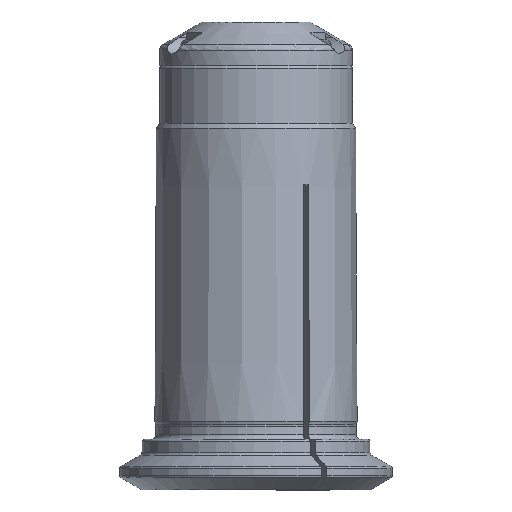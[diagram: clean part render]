
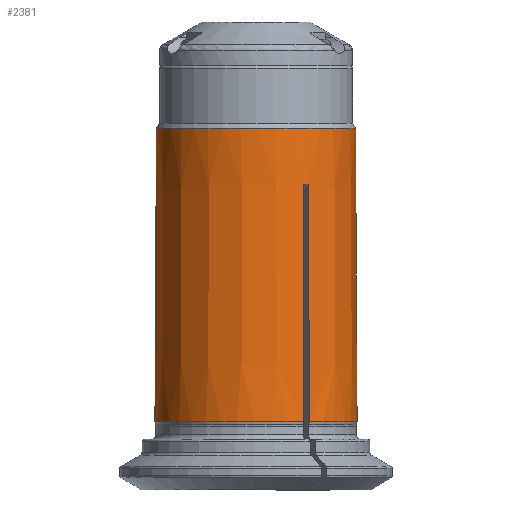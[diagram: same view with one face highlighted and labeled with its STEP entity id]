
A CAD part, front view. The second image highlights one B-rep face of the part: STEP entity #2381.
In plain terms, the highlighted conical face has half-angle 0.287 degrees and reference radius 15.966 mm.
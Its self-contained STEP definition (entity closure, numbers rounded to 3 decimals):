
#27=ELLIPSE('',#2556,20.685,15.845);
#28=ELLIPSE('',#2560,20.685,15.845);
#29=ELLIPSE('',#2564,20.685,15.845);
#65=LINE('',#3403,#140);
#75=LINE('',#3474,#150);
#85=LINE('',#3533,#160);
#114=LINE('',#3746,#189);
#119=LINE('',#3781,#194);
#126=LINE('',#3818,#201);
#140=VECTOR('',#2739,1000.);
#150=VECTOR('',#2761,1000.);
#160=VECTOR('',#2783,1000.);
#189=VECTOR('',#2966,1000.);
#194=VECTOR('',#2979,1000.);
#201=VECTOR('',#2996,1000.);
#741=ORIENTED_EDGE('',*,*,#1084,.F.);
#742=ORIENTED_EDGE('',*,*,#1085,.T.);
#743=ORIENTED_EDGE('',*,*,#929,.T.);
#744=ORIENTED_EDGE('',*,*,#1063,.F.);
#745=ORIENTED_EDGE('',*,*,#1071,.F.);
#746=ORIENTED_EDGE('',*,*,#1086,.T.);
#747=ORIENTED_EDGE('',*,*,#971,.F.);
#748=ORIENTED_EDGE('',*,*,#1055,.F.);
#749=ORIENTED_EDGE('',*,*,#1060,.T.);
#750=ORIENTED_EDGE('',*,*,#1087,.T.);
#751=ORIENTED_EDGE('',*,*,#951,.T.);
#752=ORIENTED_EDGE('',*,*,#1074,.F.);
#753=ORIENTED_EDGE('',*,*,#1088,.F.);
#929=EDGE_CURVE('',#1163,#1162,#65,.T.);
#951=EDGE_CURVE('',#1185,#1184,#75,.T.);
#971=EDGE_CURVE('',#1202,#1203,#85,.T.);
#1055=EDGE_CURVE('',#1261,#1202,#27,.T.);
#1060=EDGE_CURVE('',#1261,#1263,#114,.T.);
#1063=EDGE_CURVE('',#1264,#1162,#28,.T.);
#1071=EDGE_CURVE('',#1268,#1264,#119,.T.);
#1074=EDGE_CURVE('',#1269,#1184,#29,.T.);
#1084=EDGE_CURVE('',#1276,#1269,#126,.T.);
#1085=EDGE_CURVE('',#1276,#1163,#1361,.T.);
#1086=EDGE_CURVE('',#1268,#1203,#1362,.T.);
#1087=EDGE_CURVE('',#1263,#1185,#1363,.T.);
#1088=EDGE_CURVE('',#1277,#1277,#1364,.T.);
#1162=VERTEX_POINT('',#3402);
#1163=VERTEX_POINT('',#3404);
#1184=VERTEX_POINT('',#3473);
#1185=VERTEX_POINT('',#3475);
#1202=VERTEX_POINT('',#3532);
#1203=VERTEX_POINT('',#3534);
#1261=VERTEX_POINT('',#3734);
#1263=VERTEX_POINT('',#3745);
#1264=VERTEX_POINT('',#3751);
#1268=VERTEX_POINT('',#3780);
#1269=VERTEX_POINT('',#3786);
#1276=VERTEX_POINT('',#3817);
#1277=VERTEX_POINT('',#3825);
#1361=CIRCLE('',#2569,15.966);
#1362=CIRCLE('',#2570,15.966);
#1363=CIRCLE('',#2571,15.966);
#1364=CIRCLE('',#2572,15.735);
#1469=EDGE_LOOP('',(#741,#742,#743,#744,#745,#746,#747,#748,#749,#750,#751,
#752));
#1470=EDGE_LOOP('',(#753));
#1593=FACE_BOUND('',#1469,.T.);
#1594=FACE_BOUND('',#1470,.T.);
#1639=CONICAL_SURFACE('',#2568,15.966,0.005);
#2381=ADVANCED_FACE('',(#1593,#1594),#1639,.T.);
#2556=AXIS2_PLACEMENT_3D('',#3735,#2959,#2960);
#2560=AXIS2_PLACEMENT_3D('',#3752,#2973,#2974);
#2564=AXIS2_PLACEMENT_3D('',#3787,#2986,#2987);
#2568=AXIS2_PLACEMENT_3D('',#3820,#2999,#3000);
#2569=AXIS2_PLACEMENT_3D('',#3821,#3001,#3002);
#2570=AXIS2_PLACEMENT_3D('',#3822,#3003,#3004);
#2571=AXIS2_PLACEMENT_3D('',#3823,#3005,#3006);
#2572=AXIS2_PLACEMENT_3D('',#3824,#3007,#3008);
#2739=DIRECTION('',(-0.003,-0.004,1.));
#2761=DIRECTION('',(-0.003,0.004,1.));
#2783=DIRECTION('',(-0.005,0.,-1.));
#2959=DIRECTION('',(-0.643,0.,-0.766));
#2960=DIRECTION('',(0.766,0.,-0.643));
#2966=DIRECTION('',(-0.005,0.,-1.));
#2973=DIRECTION('',(0.321,0.557,-0.766));
#2974=DIRECTION('',(-0.383,-0.663,-0.643));
#2979=DIRECTION('',(-0.003,-0.004,1.));
#2986=DIRECTION('',(0.321,-0.557,-0.766));
#2987=DIRECTION('',(-0.383,0.663,-0.643));
#2996=DIRECTION('',(-0.003,0.004,1.));
#2999=DIRECTION('',(0.,0.,-1.));
#3000=DIRECTION('',(-1.,0.,0.));
#3001=DIRECTION('',(0.,0.,1.));
#3002=DIRECTION('',(1.,0.,0.));
#3003=DIRECTION('',(0.,0.,1.));
#3004=DIRECTION('',(1.,0.,0.));
#3005=DIRECTION('',(0.,0.,1.));
#3006=DIRECTION('',(1.,0.,0.));
#3007=DIRECTION('',(0.,0.,1.));
#3008=DIRECTION('',(1.,0.,0.));
#3402=CARTESIAN_POINT('',(8.318,13.408,48.233));
#3403=CARTESIAN_POINT('',(8.365,13.489,29.518));
#3404=CARTESIAN_POINT('',(8.412,13.57,10.803));
#3473=CARTESIAN_POINT('',(7.452,-13.908,48.233));
#3474=CARTESIAN_POINT('',(7.499,-13.989,29.518));
#3475=CARTESIAN_POINT('',(7.546,-14.07,10.803));
#3532=CARTESIAN_POINT('',(-15.771,0.5,48.233));
#3533=CARTESIAN_POINT('',(-15.865,0.5,29.518));
#3534=CARTESIAN_POINT('',(-15.958,0.5,10.803));
#3734=CARTESIAN_POINT('',(-15.771,-0.5,48.233));
#3735=CARTESIAN_POINT('',(0.066,0.,34.944));
#3745=CARTESIAN_POINT('',(-15.958,-0.5,10.803));
#3746=CARTESIAN_POINT('',(-15.865,-0.5,29.518));
#3751=CARTESIAN_POINT('',(7.452,13.908,48.233));
#3752=CARTESIAN_POINT('',(-0.033,-0.058,34.944));
#3780=CARTESIAN_POINT('',(7.546,14.07,10.803));
#3781=CARTESIAN_POINT('',(7.499,13.989,29.518));
#3786=CARTESIAN_POINT('',(8.318,-13.408,48.233));
#3787=CARTESIAN_POINT('',(-0.033,0.058,34.944));
#3817=CARTESIAN_POINT('',(8.412,-13.57,10.803));
#3818=CARTESIAN_POINT('',(8.365,-13.489,29.518));
#3820=CARTESIAN_POINT('',(0.,0.,10.803));
#3821=CARTESIAN_POINT('',(0.,0.,10.803));
#3822=CARTESIAN_POINT('',(0.,0.,10.803));
#3823=CARTESIAN_POINT('',(0.,0.,10.803));
#3824=CARTESIAN_POINT('',(0.,0.,57.094));
#3825=CARTESIAN_POINT('',(15.735,0.,57.094));
